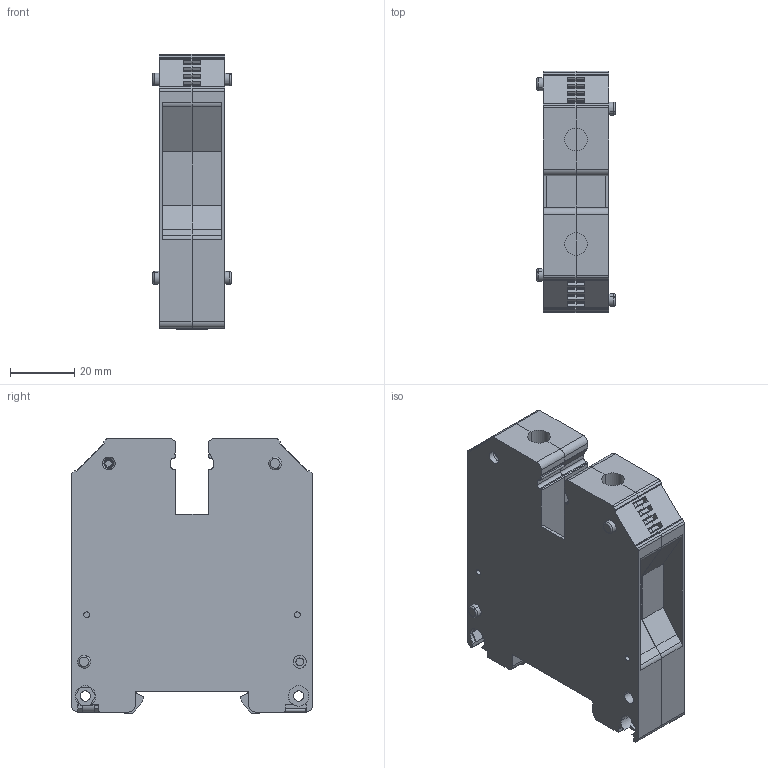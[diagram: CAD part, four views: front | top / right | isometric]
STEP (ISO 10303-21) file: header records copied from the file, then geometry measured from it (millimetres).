
FILE_DESCRIPTION(('CATIA V5R24 STEP','CAx-IF Rec.Pracs.--- Model Styling and Organization---1.2---2011-12-15'),'2;1');
FILE_NAME ('D1451729_0', '2017-10-05T08:50:44+00:00', ('Weidmueller Interface'), ('Weidmueller'), 'CATIA Version 5-6 Release 2014 SP4 HF52', 'CATIA V5 STEP AP214', 'none');
FILE_SCHEMA(('AUTOMOTIVE_DESIGN { 1 0 10303 214 1 1 1 1 }'));
Length unit declared in the file: millimetre
Products named in the file (1): v5-standard_part
Bounding box: 24.4 x 75 x 85.45 mm (x, y, z)
Volume: 110737.2 mm3; surface area: 38150.3 mm2
Topology: 3 solids, 7 shells, 914 faces, 2518 edges, 1654 vertices
Faces by surface type: plane 532, cylinder 330, cone 28, torus 24
Entity records: 27394 total; most frequent: ORIENTED_EDGE 5036, CARTESIAN_POINT 4890, DIRECTION 3940, EDGE_CURVE 2518, VECTOR 1776, LINE 1776, VERTEX_POINT 1654, AXIS2_PLACEMENT_3D 1452
